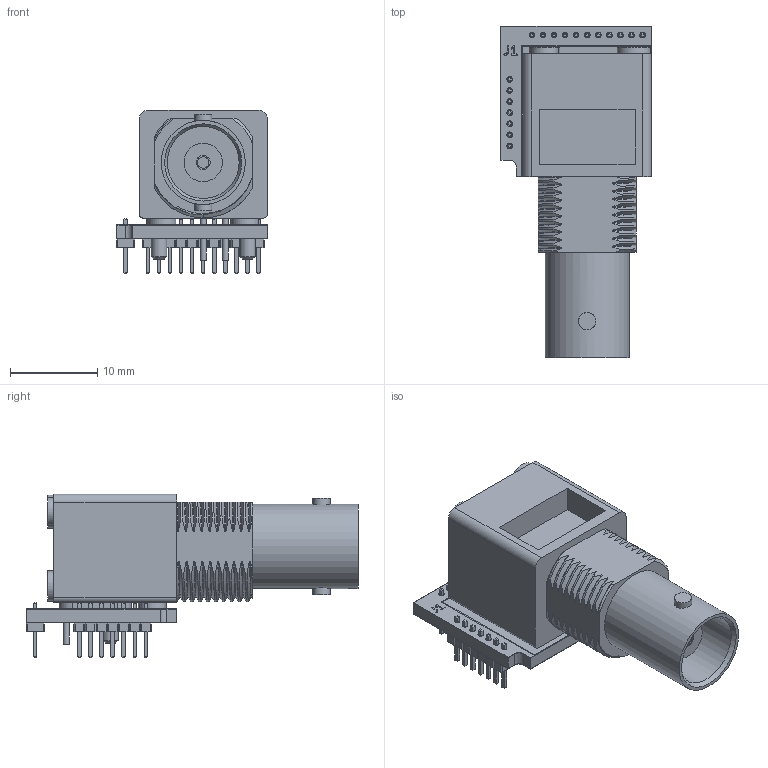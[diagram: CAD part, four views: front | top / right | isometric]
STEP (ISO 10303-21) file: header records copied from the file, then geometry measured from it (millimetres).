
FILE_DESCRIPTION(('KiCad electronic assembly'),'2;1');
FILE_NAME('BNC.step','2025-09-05T21:05:13',('Pcbnew'),('Kicad'), 'Open CASCADE STEP processor 7.6','KiCad to STEP converter','Unknown' );
FILE_SCHEMA(('AUTOMOTIVE_DESIGN { 1 0 10303 214 1 1 1 1 }'));
Length unit declared in the file: millimetre
Products named in the file (9): BNC 1; BNC_Amphenol_B6252HB-NPP3G-50_Horizontal; PinHeader_1x11_P1.27mm_Vertical; PinHeader_1x07_P1.27mm_Vertical; 50mil_BNC_breakout_silkscreen; 50mil_BNC_breakout_soldermask; 50mil_BNC_breakout_PCB
Assembly tree (8 placements, depth 2):
  BNC 1
    BNC_Amphenol_B6252HB-NPP3G-50_Horizontal
    PinHeader_1x11_P1.27mm_Vertical
    PinHeader_1x07_P1.27mm_Vertical
    50mil_BNC_breakout_silkscreen
    50mil_BNC_breakout_silkscreen
    50mil_BNC_breakout_soldermask
    50mil_BNC_breakout_soldermask
    50mil_BNC_breakout_PCB
Bounding box: 17.31 x 38.09 x 18.78 mm (x, y, z)
Volume: 3554.2 mm3; surface area: 4615.9 mm2
Topology: 4 solids, 22 shells, 729 faces, 1996 edges, 1344 vertices
Faces by surface type: plane 519, bspline 119, cylinder 83, cone 6, torus 2
Full cylindrical faces by diameter (mm): 0.65 x18, 0.67 x4, 0.89 x2, 1.3 x1, 1.6 x1, 1.8 x2, 2 x4, 2.01 x2, 2.5 x2, 3.2 x3, 3.5 x1, 3.8 x1, 4.4 x1, 8.25 x1, 9.65 x1
Entity records: 27919 total; most frequent: CARTESIAN_POINT 9934, ORIENTED_EDGE 3779, DIRECTION 3082, EDGE_CURVE 1996, LINE 1400, VECTOR 1400, VERTEX_POINT 1344, FACE_BOUND 872
